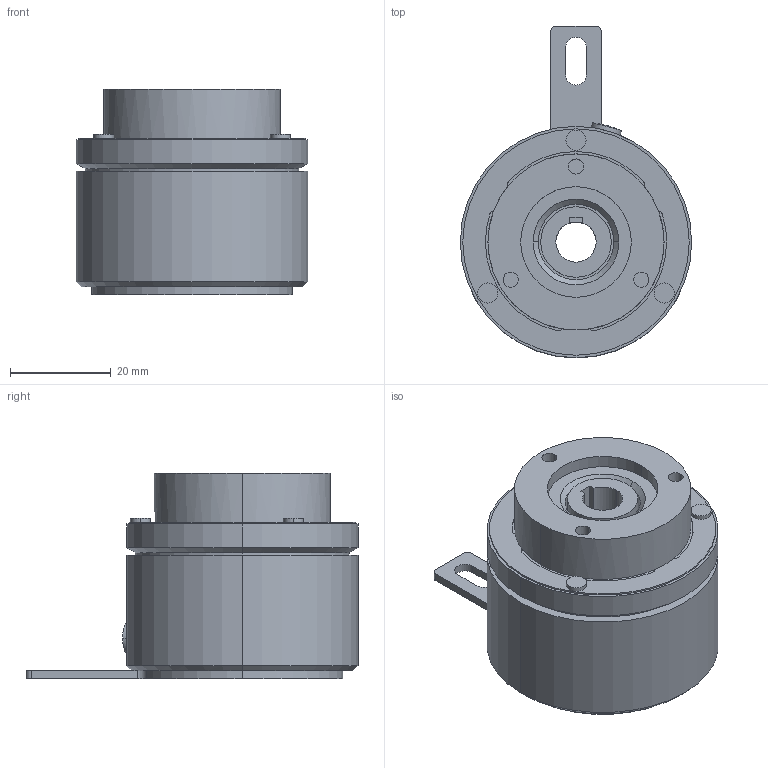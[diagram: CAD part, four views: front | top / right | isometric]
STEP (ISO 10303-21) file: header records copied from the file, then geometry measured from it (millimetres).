
FILE_DESCRIPTION (( 'STEP AP203' ), '1' );
FILE_NAME ('AMC 10_25144700(‚P‘Ì).STEP', '2016-03-04T01:31:23', ( ' ' ), ( '' ), 'SwSTEP 2.0', 'SolidWorks 2009', '' );
FILE_SCHEMA (( 'CONFIG_CONTROL_DESIGN' ));
Length unit declared in the file: millimetre
Products named in the file (1): AMC 10_25144700(１体)
Bounding box: 46 x 66 x 40.9 mm (x, y, z)
Volume: 56613.5 mm3; surface area: 12466.8 mm2
Topology: 1 solids, 1 shells, 108 faces, 268 edges, 173 vertices
Faces by surface type: cylinder 65, plane 35, cone 6, sphere 2
Entity records: 3425 total; most frequent: DIRECTION 634, CARTESIAN_POINT 616, ORIENTED_EDGE 536, EDGE_CURVE 268, AXIS2_PLACEMENT_3D 259, VERTEX_POINT 173, CIRCLE 150, EDGE_LOOP 129
